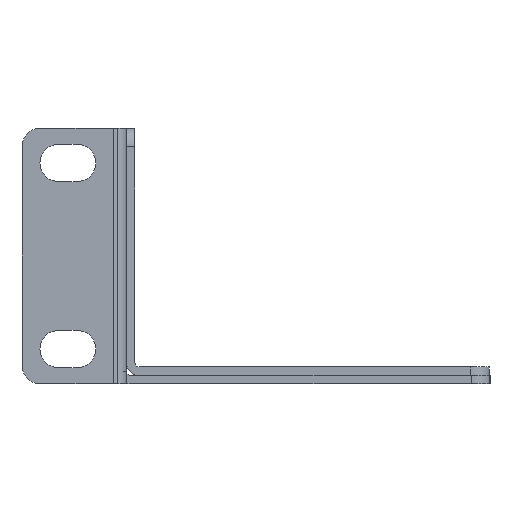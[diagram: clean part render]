
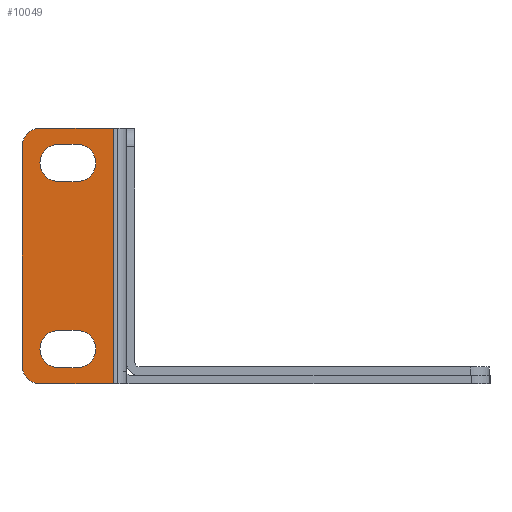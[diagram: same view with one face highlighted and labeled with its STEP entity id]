
A CAD part, left-side view. The second image highlights one B-rep face of the part: STEP entity #10049.
In plain terms, the highlighted planar face has unit normal (-1, 0, 0).
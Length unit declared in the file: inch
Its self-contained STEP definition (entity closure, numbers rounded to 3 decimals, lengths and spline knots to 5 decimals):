
#439 = VERTEX_POINT ( 'NONE', #8512 ) ;
#791 = EDGE_CURVE ( 'NONE', #9233, #14821, #8771, .T. ) ;
#967 = DIRECTION ( 'NONE',  ( 0., 0., 1. ) ) ;
#1127 = CIRCLE ( 'NONE', #18869, 0.125 ) ;
#1265 = CARTESIAN_POINT ( 'NONE',  ( -4.8125, 0.7, -0.5 ) ) ;
#1484 = DIRECTION ( 'NONE',  ( 1., 0., 0. ) ) ;
#1522 = CARTESIAN_POINT ( 'NONE',  ( -4.8125, 0.3295, -0.75 ) ) ;
#1717 = EDGE_LOOP ( 'NONE', ( #8328, #10597, #2991, #8753 ) ) ;
#1770 = CARTESIAN_POINT ( 'NONE',  ( -4.8125, 0.3295, -0.5 ) ) ;
#1799 = CARTESIAN_POINT ( 'NONE',  ( -4.8125, 0.4545, 0.5 ) ) ;
#1804 = EDGE_CURVE ( 'NONE', #13377, #439, #5478, .T. ) ;
#2030 = LINE ( 'NONE', #16641, #18868 ) ;
#2274 = DIRECTION ( 'NONE',  ( 1., 0., 0. ) ) ;
#2637 = CIRCLE ( 'NONE', #3558, 0.125 ) ;
#2947 = ORIENTED_EDGE ( 'NONE', *, *, #18337, .F. ) ;
#2991 = ORIENTED_EDGE ( 'NONE', *, *, #16333, .T. ) ;
#3307 = CARTESIAN_POINT ( 'NONE',  ( -4.8125, 0.7, 0.75 ) ) ;
#3342 = DIRECTION ( 'NONE',  ( 0., 1., 0. ) ) ;
#3506 = ORIENTED_EDGE ( 'NONE', *, *, #16406, .T. ) ;
#3557 = DIRECTION ( 'NONE',  ( -1., 0., 0. ) ) ;
#3558 = AXIS2_PLACEMENT_3D ( 'NONE', #18124, #4928, #7987 ) ;
#3562 = VERTEX_POINT ( 'NONE', #15467 ) ;
#3749 = VECTOR ( 'NONE', #9766, 39.37008 ) ;
#4323 = DIRECTION ( 'NONE',  ( 0., 1., 0. ) ) ;
#4555 = VERTEX_POINT ( 'NONE', #1770 ) ;
#4781 = EDGE_LOOP ( 'NONE', ( #15154, #10655, #10078, #14386, #4947, #2947 ) ) ;
#4804 = FACE_BOUND ( 'NONE', #1717, .T. ) ;
#4818 = VERTEX_POINT ( 'NONE', #16444 ) ;
#4928 = DIRECTION ( 'NONE',  ( 1., 0., 0. ) ) ;
#4947 = ORIENTED_EDGE ( 'NONE', *, *, #10468, .F. ) ;
#5000 = EDGE_CURVE ( 'NONE', #4818, #4555, #7860, .T. ) ;
#5081 = CIRCLE ( 'NONE', #9345, 0.125 ) ;
#5217 = CARTESIAN_POINT ( 'NONE',  ( -4.8125, 0.575, -0.734 ) ) ;
#5421 = VERTEX_POINT ( 'NONE', #1522 ) ;
#5478 = LINE ( 'NONE', #18798, #5902 ) ;
#5722 = EDGE_CURVE ( 'NONE', #439, #7487, #9892, .T. ) ;
#5783 = LINE ( 'NONE', #12956, #11596 ) ;
#5902 = VECTOR ( 'NONE', #8623, 39.37008 ) ;
#6621 = VECTOR ( 'NONE', #4323, 39.37008 ) ;
#6844 = VERTEX_POINT ( 'NONE', #9908 ) ;
#7030 = CARTESIAN_POINT ( 'NONE',  ( -4.8125, 0.7, -0.734 ) ) ;
#7487 = VERTEX_POINT ( 'NONE', #13221 ) ;
#7591 = EDGE_CURVE ( 'NONE', #14821, #6844, #12041, .T. ) ;
#7781 = CARTESIAN_POINT ( 'NONE',  ( -4.8125, 0.7, -0.859 ) ) ;
#7860 = LINE ( 'NONE', #1265, #3749 ) ;
#7863 = CARTESIAN_POINT ( 'NONE',  ( -4.8125, 0.575, 0.734 ) ) ;
#7864 = DIRECTION ( 'NONE',  ( 0., 1., 0. ) ) ;
#7950 = VERTEX_POINT ( 'NONE', #7030 ) ;
#7987 = DIRECTION ( 'NONE',  ( 0., 0., 1. ) ) ;
#8057 = DIRECTION ( 'NONE',  ( 0., 0., -1. ) ) ;
#8317 = EDGE_LOOP ( 'NONE', ( #8699, #12194, #12173, #3506 ) ) ;
#8328 = ORIENTED_EDGE ( 'NONE', *, *, #8490, .T. ) ;
#8378 = DIRECTION ( 'NONE',  ( -1., 0., 0. ) ) ;
#8490 = EDGE_CURVE ( 'NONE', #15050, #4818, #2637, .T. ) ;
#8512 = CARTESIAN_POINT ( 'NONE',  ( -4.8125, 0.575, 0.859 ) ) ;
#8539 = DIRECTION ( 'NONE',  ( 0., 0., -1. ) ) ;
#8613 = EDGE_CURVE ( 'NONE', #11685, #9233, #5081, .T. ) ;
#8623 = DIRECTION ( 'NONE',  ( 0., 1., 0. ) ) ;
#8699 = ORIENTED_EDGE ( 'NONE', *, *, #8613, .T. ) ;
#8700 = EDGE_CURVE ( 'NONE', #5421, #15050, #2030, .T. ) ;
#8753 = ORIENTED_EDGE ( 'NONE', *, *, #8700, .T. ) ;
#8771 = LINE ( 'NONE', #3307, #11316 ) ;
#9064 = EDGE_CURVE ( 'NONE', #7487, #7950, #13282, .T. ) ;
#9233 = VERTEX_POINT ( 'NONE', #13391 ) ;
#9345 = AXIS2_PLACEMENT_3D ( 'NONE', #17738, #1484, #17554 ) ;
#9434 = CARTESIAN_POINT ( 'NONE',  ( -4.8125, 0.086, 0.859 ) ) ;
#9486 = FACE_BOUND ( 'NONE', #8317, .T. ) ;
#9766 = DIRECTION ( 'NONE',  ( 0., -1., 0. ) ) ;
#9830 = CIRCLE ( 'NONE', #12258, 0.125 ) ;
#9892 = CIRCLE ( 'NONE', #10799, 0.125 ) ;
#9907 = CARTESIAN_POINT ( 'NONE',  ( -4.8125, 0.4545, -0.75 ) ) ;
#9908 = CARTESIAN_POINT ( 'NONE',  ( -4.8125, 0.3295, 0.5 ) ) ;
#10049 = ADVANCED_FACE ( 'NONE', ( #9486, #16445, #4804 ), #10741, .T. ) ;
#10078 = ORIENTED_EDGE ( 'NONE', *, *, #9064, .T. ) ;
#10468 = EDGE_CURVE ( 'NONE', #16657, #3562, #18170, .T. ) ;
#10597 = ORIENTED_EDGE ( 'NONE', *, *, #5000, .T. ) ;
#10655 = ORIENTED_EDGE ( 'NONE', *, *, #5722, .T. ) ;
#10741 = PLANE ( 'NONE',  #14994 ) ;
#10799 = AXIS2_PLACEMENT_3D ( 'NONE', #7863, #3557, #8057 ) ;
#10837 = EDGE_CURVE ( 'NONE', #7950, #3562, #9830, .T. ) ;
#11167 = CARTESIAN_POINT ( 'NONE',  ( -4.8125, 0.3295, 0.625 ) ) ;
#11316 = VECTOR ( 'NONE', #11748, 39.37008 ) ;
#11440 = CARTESIAN_POINT ( 'NONE',  ( -4.8125, 0.086, -0.859 ) ) ;
#11596 = VECTOR ( 'NONE', #8539, 39.37008 ) ;
#11685 = VERTEX_POINT ( 'NONE', #1799 ) ;
#11748 = DIRECTION ( 'NONE',  ( 0., -1., 0. ) ) ;
#12041 = CIRCLE ( 'NONE', #17856, 0.125 ) ;
#12048 = CARTESIAN_POINT ( 'NONE',  ( -4.8125, 0., -0.859 ) ) ;
#12095 = DIRECTION ( 'NONE',  ( 0., 0., -1. ) ) ;
#12155 = DIRECTION ( 'NONE',  ( -1., 0., 0. ) ) ;
#12173 = ORIENTED_EDGE ( 'NONE', *, *, #7591, .T. ) ;
#12194 = ORIENTED_EDGE ( 'NONE', *, *, #791, .T. ) ;
#12258 = AXIS2_PLACEMENT_3D ( 'NONE', #5217, #8378, #17047 ) ;
#12956 = CARTESIAN_POINT ( 'NONE',  ( -4.8125, 0.086, -0.859 ) ) ;
#13066 = VECTOR ( 'NONE', #12095, 39.37008 ) ;
#13221 = CARTESIAN_POINT ( 'NONE',  ( -4.8125, 0.7, 0.734 ) ) ;
#13282 = LINE ( 'NONE', #16223, #13066 ) ;
#13377 = VERTEX_POINT ( 'NONE', #9434 ) ;
#13391 = CARTESIAN_POINT ( 'NONE',  ( -4.8125, 0.4545, 0.75 ) ) ;
#14386 = ORIENTED_EDGE ( 'NONE', *, *, #10837, .T. ) ;
#14821 = VERTEX_POINT ( 'NONE', #17487 ) ;
#14994 = AXIS2_PLACEMENT_3D ( 'NONE', #7781, #12155, #15424 ) ;
#15050 = VERTEX_POINT ( 'NONE', #9907 ) ;
#15154 = ORIENTED_EDGE ( 'NONE', *, *, #1804, .T. ) ;
#15424 = DIRECTION ( 'NONE',  ( 0., 0., 1. ) ) ;
#15467 = CARTESIAN_POINT ( 'NONE',  ( -4.8125, 0.575, -0.859 ) ) ;
#15685 = DIRECTION ( 'NONE',  ( 1., 0., 0. ) ) ;
#16152 = CARTESIAN_POINT ( 'NONE',  ( -4.8125, 0.7, 0.5 ) ) ;
#16223 = CARTESIAN_POINT ( 'NONE',  ( -4.8125, 0.7, -0.859 ) ) ;
#16333 = EDGE_CURVE ( 'NONE', #4555, #5421, #1127, .T. ) ;
#16406 = EDGE_CURVE ( 'NONE', #6844, #11685, #17403, .T. ) ;
#16444 = CARTESIAN_POINT ( 'NONE',  ( -4.8125, 0.4545, -0.5 ) ) ;
#16445 = FACE_OUTER_BOUND ( 'NONE', #4781, .T. ) ;
#16641 = CARTESIAN_POINT ( 'NONE',  ( -4.8125, 0.7, -0.75 ) ) ;
#16657 = VERTEX_POINT ( 'NONE', #11440 ) ;
#16897 = DIRECTION ( 'NONE',  ( 0., 0., 1. ) ) ;
#17012 = CARTESIAN_POINT ( 'NONE',  ( -4.8125, 0.3295, -0.625 ) ) ;
#17047 = DIRECTION ( 'NONE',  ( 0., 0., 1. ) ) ;
#17126 = VECTOR ( 'NONE', #3342, 39.37008 ) ;
#17403 = LINE ( 'NONE', #16152, #6621 ) ;
#17487 = CARTESIAN_POINT ( 'NONE',  ( -4.8125, 0.3295, 0.75 ) ) ;
#17554 = DIRECTION ( 'NONE',  ( 0., 0., 1. ) ) ;
#17738 = CARTESIAN_POINT ( 'NONE',  ( -4.8125, 0.4545, 0.625 ) ) ;
#17856 = AXIS2_PLACEMENT_3D ( 'NONE', #11167, #2274, #16897 ) ;
#18124 = CARTESIAN_POINT ( 'NONE',  ( -4.8125, 0.4545, -0.625 ) ) ;
#18170 = LINE ( 'NONE', #12048, #17126 ) ;
#18337 = EDGE_CURVE ( 'NONE', #13377, #16657, #5783, .T. ) ;
#18798 = CARTESIAN_POINT ( 'NONE',  ( -4.8125, 0.7, 0.859 ) ) ;
#18868 = VECTOR ( 'NONE', #7864, 39.37008 ) ;
#18869 = AXIS2_PLACEMENT_3D ( 'NONE', #17012, #15685, #967 ) ;
